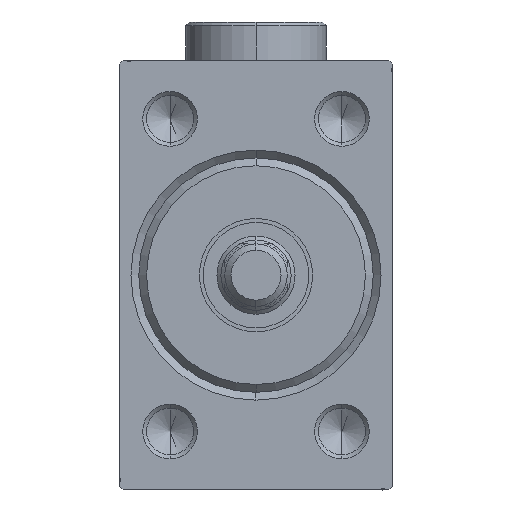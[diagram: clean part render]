
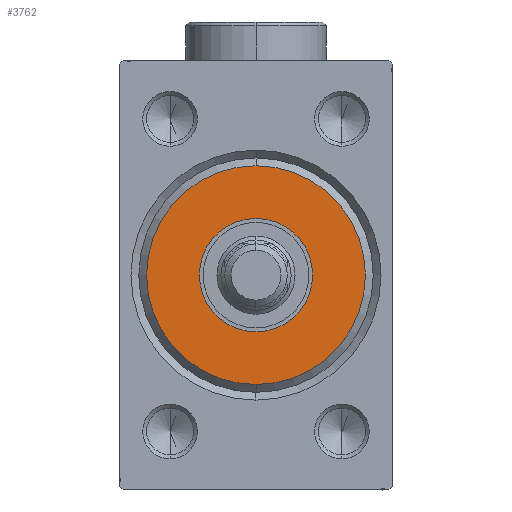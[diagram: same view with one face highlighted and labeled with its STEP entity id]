
A CAD part, left-side view. The second image highlights one B-rep face of the part: STEP entity #3762.
In plain terms, the highlighted face is planar.
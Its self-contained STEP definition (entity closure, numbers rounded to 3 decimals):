
#806 = CARTESIAN_POINT ( 'NONE',  ( 3., 0., 0. ) ) ;
#820 = AXIS2_PLACEMENT_3D ( 'NONE', #806, #14981, #29172 ) ;
#1066 = DIRECTION ( 'NONE',  ( 0., 0., -1. ) ) ;
#1523 = AXIS2_PLACEMENT_3D ( 'NONE', #18735, #32905, #1066 ) ;
#1549 = CIRCLE ( 'NONE', #820, 14. ) ;
#2353 = EDGE_CURVE ( 'NONE', #29630, #6270, #15769, .T. ) ;
#2425 = AXIS2_PLACEMENT_3D ( 'NONE', #16245, #30870, #3197 ) ;
#2696 = CARTESIAN_POINT ( 'NONE',  ( 3., 0., 14. ) ) ;
#3197 = DIRECTION ( 'NONE',  ( 0., 0., -1. ) ) ;
#3525 = CARTESIAN_POINT ( 'NONE',  ( 3., 0., -7.25 ) ) ;
#3762 = ADVANCED_FACE ( 'NONE', ( #34020, #26374 ), #26606, .T. ) ;
#6270 = VERTEX_POINT ( 'NONE', #3525 ) ;
#8958 = CIRCLE ( 'NONE', #1523, 14. ) ;
#10603 = CARTESIAN_POINT ( 'NONE',  ( 3., 0., -14. ) ) ;
#11051 = VERTEX_POINT ( 'NONE', #10603 ) ;
#13772 = EDGE_LOOP ( 'NONE', ( #32982, #28840 ) ) ;
#14981 = DIRECTION ( 'NONE',  ( 1., 0., 0. ) ) ;
#15084 = VERTEX_POINT ( 'NONE', #2696 ) ;
#15769 = CIRCLE ( 'NONE', #2425, 7.25 ) ;
#16245 = CARTESIAN_POINT ( 'NONE',  ( 3., 0., 0. ) ) ;
#17297 = AXIS2_PLACEMENT_3D ( 'NONE', #36584, #44272, #33103 ) ;
#18549 = CIRCLE ( 'NONE', #28207, 7.25 ) ;
#18735 = CARTESIAN_POINT ( 'NONE',  ( 3., 0., 0. ) ) ;
#21950 = ORIENTED_EDGE ( 'NONE', *, *, #36935, .F. ) ;
#22815 = DIRECTION ( 'NONE',  ( 0., 0., -1. ) ) ;
#26374 = FACE_BOUND ( 'NONE', #38329, .T. ) ;
#26539 = DIRECTION ( 'NONE',  ( 1., 0., 0. ) ) ;
#26606 = PLANE ( 'NONE',  #17297 ) ;
#27552 = CARTESIAN_POINT ( 'NONE',  ( 3., 0., 7.25 ) ) ;
#28207 = AXIS2_PLACEMENT_3D ( 'NONE', #37203, #26539, #22815 ) ;
#28840 = ORIENTED_EDGE ( 'NONE', *, *, #39893, .T. ) ;
#29172 = DIRECTION ( 'NONE',  ( 0., 0., -1. ) ) ;
#29590 = ORIENTED_EDGE ( 'NONE', *, *, #2353, .F. ) ;
#29630 = VERTEX_POINT ( 'NONE', #27552 ) ;
#30870 = DIRECTION ( 'NONE',  ( 1., 0., 0. ) ) ;
#32905 = DIRECTION ( 'NONE',  ( 1., 0., 0. ) ) ;
#32982 = ORIENTED_EDGE ( 'NONE', *, *, #39037, .T. ) ;
#33103 = DIRECTION ( 'NONE',  ( 0., 0., -1. ) ) ;
#34020 = FACE_OUTER_BOUND ( 'NONE', #13772, .T. ) ;
#36584 = CARTESIAN_POINT ( 'NONE',  ( 3., 0., 0. ) ) ;
#36935 = EDGE_CURVE ( 'NONE', #6270, #29630, #18549, .T. ) ;
#37203 = CARTESIAN_POINT ( 'NONE',  ( 3., 0., 0. ) ) ;
#38329 = EDGE_LOOP ( 'NONE', ( #21950, #29590 ) ) ;
#39037 = EDGE_CURVE ( 'NONE', #15084, #11051, #8958, .T. ) ;
#39893 = EDGE_CURVE ( 'NONE', #11051, #15084, #1549, .T. ) ;
#44272 = DIRECTION ( 'NONE',  ( 1., 0., 0. ) ) ;
